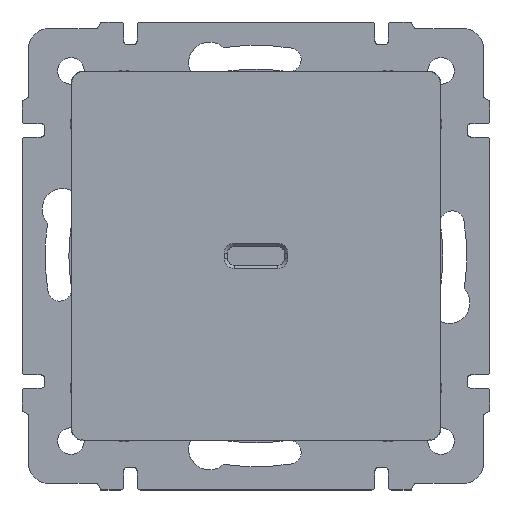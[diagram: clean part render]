
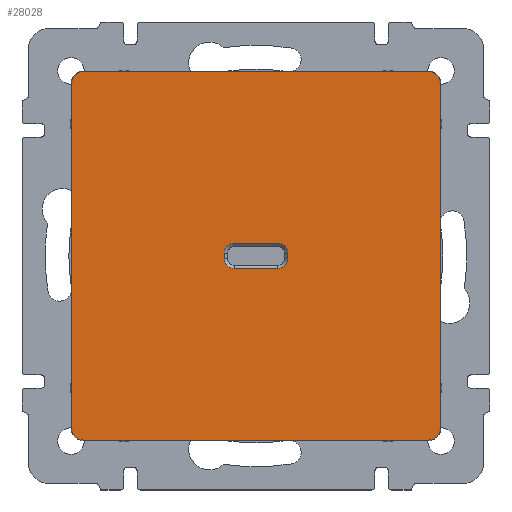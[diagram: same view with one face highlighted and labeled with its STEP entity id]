
A CAD part, top view. The second image highlights one B-rep face of the part: STEP entity #28028.
In plain terms, the highlighted planar face has unit normal (0, 0, 1).
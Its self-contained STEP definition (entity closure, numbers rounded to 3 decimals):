
#411 = CARTESIAN_POINT ( 'NONE',  ( -192.146, -12., 5.331 ) ) ;
#509 = ORIENTED_EDGE ( 'NONE', *, *, #14653, .T. ) ;
#712 = CARTESIAN_POINT ( 'NONE',  ( -240.402, -1.9, 5.331 ) ) ;
#1453 = PLANE ( 'NONE',  #24570 ) ;
#1513 = LINE ( 'NONE', #4120, #18389 ) ;
#1663 = LINE ( 'NONE', #8638, #13467 ) ;
#1727 = DIRECTION ( 'NONE',  ( 0., -1., 0. ) ) ;
#1805 = AXIS2_PLACEMENT_3D ( 'NONE', #21374, #17283, #23841 ) ;
#1850 = VECTOR ( 'NONE', #3352, 1000. ) ;
#1929 = EDGE_LOOP ( 'NONE', ( #26123, #22388, #10235, #15778, #2517, #18812, #23403, #5581 ) ) ;
#1995 = VERTEX_POINT ( 'NONE', #8243 ) ;
#2262 = VECTOR ( 'NONE', #5745, 1000. ) ;
#2394 = ORIENTED_EDGE ( 'NONE', *, *, #18152, .T. ) ;
#2517 = ORIENTED_EDGE ( 'NONE', *, *, #26814, .T. ) ;
#2589 = EDGE_CURVE ( 'NONE', #3444, #21480, #1663, .T. ) ;
#2820 = CARTESIAN_POINT ( 'NONE',  ( -216.7, 0.4, 5.331 ) ) ;
#3033 = CARTESIAN_POINT ( 'NONE',  ( -224.8, -12., 5.331 ) ) ;
#3070 = CARTESIAN_POINT ( 'NONE',  ( -240.402, 1.9, 5.331 ) ) ;
#3338 = VERTEX_POINT ( 'NONE', #15371 ) ;
#3352 = DIRECTION ( 'NONE',  ( 1., 0., 0. ) ) ;
#3444 = VERTEX_POINT ( 'NONE', #9422 ) ;
#3608 = EDGE_CURVE ( 'NONE', #18832, #17957, #10003, .T. ) ;
#3676 = CIRCLE ( 'NONE', #24113, 1.5 ) ;
#3714 = LINE ( 'NONE', #8491, #28707 ) ;
#4120 = CARTESIAN_POINT ( 'NONE',  ( -215.2, -12., 5.331 ) ) ;
#4364 = ORIENTED_EDGE ( 'NONE', *, *, #17528, .T. ) ;
#4421 = DIRECTION ( 'NONE',  ( -1., 0., 0. ) ) ;
#4697 = DIRECTION ( 'NONE',  ( 0., 0., 1. ) ) ;
#4846 = CARTESIAN_POINT ( 'NONE',  ( -224.8, 0.4, 5.331 ) ) ;
#4987 = CARTESIAN_POINT ( 'NONE',  ( -246.1, 26.1, 5.331 ) ) ;
#5113 = CARTESIAN_POINT ( 'NONE',  ( -247.854, -26.1, 5.331 ) ) ;
#5411 = EDGE_LOOP ( 'NONE', ( #6729, #22903, #14448, #4364, #16923, #2394, #17228, #509 ) ) ;
#5581 = ORIENTED_EDGE ( 'NONE', *, *, #18086, .T. ) ;
#5745 = DIRECTION ( 'NONE',  ( 0., -1., 0. ) ) ;
#6582 = VERTEX_POINT ( 'NONE', #25857 ) ;
#6729 = ORIENTED_EDGE ( 'NONE', *, *, #2589, .T. ) ;
#6742 = DIRECTION ( 'NONE',  ( 0., 0., -1. ) ) ;
#7026 = DIRECTION ( 'NONE',  ( 0., 0., 1. ) ) ;
#7283 = LINE ( 'NONE', #3070, #1850 ) ;
#7312 = CIRCLE ( 'NONE', #10572, 1.5 ) ;
#8049 = CARTESIAN_POINT ( 'NONE',  ( -247.854, 26.1, 5.331 ) ) ;
#8243 = CARTESIAN_POINT ( 'NONE',  ( -215.2, -0.4, 5.331 ) ) ;
#8491 = CARTESIAN_POINT ( 'NONE',  ( -240.402, -27.854, 5.331 ) ) ;
#8638 = CARTESIAN_POINT ( 'NONE',  ( -240.402, 27.854, 5.331 ) ) ;
#8703 = VERTEX_POINT ( 'NONE', #13127 ) ;
#8773 = CARTESIAN_POINT ( 'NONE',  ( -193.9, 26.1, 5.331 ) ) ;
#8792 = EDGE_CURVE ( 'NONE', #21480, #14466, #11779, .T. ) ;
#9137 = AXIS2_PLACEMENT_3D ( 'NONE', #16970, #25835, #21617 ) ;
#9422 = CARTESIAN_POINT ( 'NONE',  ( -193.9, 27.854, 5.331 ) ) ;
#9556 = EDGE_CURVE ( 'NONE', #8703, #17881, #27167, .T. ) ;
#9722 = DIRECTION ( 'NONE',  ( 0., 1., 0. ) ) ;
#10003 = LINE ( 'NONE', #712, #13120 ) ;
#10064 = CARTESIAN_POINT ( 'NONE',  ( -223.3, 0.4, 5.331 ) ) ;
#10235 = ORIENTED_EDGE ( 'NONE', *, *, #3608, .T. ) ;
#10403 = EDGE_CURVE ( 'NONE', #1995, #18832, #7312, .T. ) ;
#10529 = DIRECTION ( 'NONE',  ( -1., 0., 0. ) ) ;
#10572 = AXIS2_PLACEMENT_3D ( 'NONE', #13701, #6742, #4421 ) ;
#10899 = CARTESIAN_POINT ( 'NONE',  ( -223.3, 1.9, 5.331 ) ) ;
#10901 = CIRCLE ( 'NONE', #27165, 1.5 ) ;
#11353 = VERTEX_POINT ( 'NONE', #23349 ) ;
#11478 = EDGE_CURVE ( 'NONE', #3338, #11353, #3714, .T. ) ;
#11779 = CIRCLE ( 'NONE', #21066, 1.754 ) ;
#11804 = DIRECTION ( 'NONE',  ( 0., 0., -1. ) ) ;
#11949 = DIRECTION ( 'NONE',  ( -1., 0., 0. ) ) ;
#12705 = CARTESIAN_POINT ( 'NONE',  ( -223.3, -1.9, 5.331 ) ) ;
#13120 = VECTOR ( 'NONE', #21733, 1000. ) ;
#13127 = CARTESIAN_POINT ( 'NONE',  ( -192.146, -26.1, 5.331 ) ) ;
#13467 = VECTOR ( 'NONE', #10529, 1000. ) ;
#13701 = CARTESIAN_POINT ( 'NONE',  ( -216.7, -0.4, 5.331 ) ) ;
#13702 = DIRECTION ( 'NONE',  ( 0., 0., -1. ) ) ;
#14081 = CIRCLE ( 'NONE', #27120, 1.754 ) ;
#14448 = ORIENTED_EDGE ( 'NONE', *, *, #17762, .T. ) ;
#14466 = VERTEX_POINT ( 'NONE', #8049 ) ;
#14653 = EDGE_CURVE ( 'NONE', #17881, #3444, #14081, .T. ) ;
#15067 = VECTOR ( 'NONE', #15807, 1000. ) ;
#15371 = CARTESIAN_POINT ( 'NONE',  ( -246.1, -27.854, 5.331 ) ) ;
#15429 = DIRECTION ( 'NONE',  ( -1., 0., 0. ) ) ;
#15439 = VERTEX_POINT ( 'NONE', #17007 ) ;
#15593 = CARTESIAN_POINT ( 'NONE',  ( -193.9, -26.1, 5.331 ) ) ;
#15778 = ORIENTED_EDGE ( 'NONE', *, *, #15833, .T. ) ;
#15807 = DIRECTION ( 'NONE',  ( 0., 1., 0. ) ) ;
#15833 = EDGE_CURVE ( 'NONE', #17957, #6582, #19355, .T. ) ;
#16178 = DIRECTION ( 'NONE',  ( -1., 0., 0. ) ) ;
#16226 = CARTESIAN_POINT ( 'NONE',  ( -215.2, 0.4, 5.331 ) ) ;
#16693 = AXIS2_PLACEMENT_3D ( 'NONE', #15593, #7026, #22438 ) ;
#16857 = FACE_BOUND ( 'NONE', #1929, .T. ) ;
#16923 = ORIENTED_EDGE ( 'NONE', *, *, #11478, .T. ) ;
#16970 = CARTESIAN_POINT ( 'NONE',  ( -223.3, -0.4, 5.331 ) ) ;
#17007 = CARTESIAN_POINT ( 'NONE',  ( -216.7, 1.9, 5.331 ) ) ;
#17228 = ORIENTED_EDGE ( 'NONE', *, *, #9556, .T. ) ;
#17283 = DIRECTION ( 'NONE',  ( 0., 0., 1. ) ) ;
#17528 = EDGE_CURVE ( 'NONE', #19627, #3338, #22681, .T. ) ;
#17641 = DIRECTION ( 'NONE',  ( 0., 0., 1. ) ) ;
#17762 = EDGE_CURVE ( 'NONE', #14466, #19627, #18561, .T. ) ;
#17881 = VERTEX_POINT ( 'NONE', #28409 ) ;
#17957 = VERTEX_POINT ( 'NONE', #12705 ) ;
#18035 = VERTEX_POINT ( 'NONE', #4846 ) ;
#18086 = EDGE_CURVE ( 'NONE', #15439, #19359, #3676, .T. ) ;
#18152 = EDGE_CURVE ( 'NONE', #11353, #8703, #28279, .T. ) ;
#18389 = VECTOR ( 'NONE', #28260, 1000. ) ;
#18561 = LINE ( 'NONE', #21013, #2262 ) ;
#18566 = EDGE_CURVE ( 'NONE', #21145, #15439, #7283, .T. ) ;
#18812 = ORIENTED_EDGE ( 'NONE', *, *, #24761, .T. ) ;
#18832 = VERTEX_POINT ( 'NONE', #26728 ) ;
#19355 = CIRCLE ( 'NONE', #9137, 1.5 ) ;
#19359 = VERTEX_POINT ( 'NONE', #16226 ) ;
#19627 = VERTEX_POINT ( 'NONE', #5113 ) ;
#20539 = DIRECTION ( 'NONE',  ( -1., 0., 0. ) ) ;
#21013 = CARTESIAN_POINT ( 'NONE',  ( -247.854, -12., 5.331 ) ) ;
#21066 = AXIS2_PLACEMENT_3D ( 'NONE', #4987, #4697, #16178 ) ;
#21145 = VERTEX_POINT ( 'NONE', #10899 ) ;
#21374 = CARTESIAN_POINT ( 'NONE',  ( -246.1, -26.1, 5.331 ) ) ;
#21480 = VERTEX_POINT ( 'NONE', #28749 ) ;
#21617 = DIRECTION ( 'NONE',  ( -1., 0., 0. ) ) ;
#21733 = DIRECTION ( 'NONE',  ( -1., 0., 0. ) ) ;
#22388 = ORIENTED_EDGE ( 'NONE', *, *, #10403, .T. ) ;
#22438 = DIRECTION ( 'NONE',  ( -1., 0., 0. ) ) ;
#22681 = CIRCLE ( 'NONE', #1805, 1.754 ) ;
#22903 = ORIENTED_EDGE ( 'NONE', *, *, #8792, .T. ) ;
#23349 = CARTESIAN_POINT ( 'NONE',  ( -193.9, -27.854, 5.331 ) ) ;
#23403 = ORIENTED_EDGE ( 'NONE', *, *, #18566, .T. ) ;
#23779 = DIRECTION ( 'NONE',  ( 1., 0., 0. ) ) ;
#23841 = DIRECTION ( 'NONE',  ( -1., 0., 0. ) ) ;
#24063 = VECTOR ( 'NONE', #9722, 1000. ) ;
#24113 = AXIS2_PLACEMENT_3D ( 'NONE', #2820, #13702, #20539 ) ;
#24482 = EDGE_CURVE ( 'NONE', #19359, #1995, #1513, .T. ) ;
#24570 = AXIS2_PLACEMENT_3D ( 'NONE', #28051, #28189, #1727 ) ;
#24761 = EDGE_CURVE ( 'NONE', #18035, #21145, #10901, .T. ) ;
#25724 = FACE_OUTER_BOUND ( 'NONE', #5411, .T. ) ;
#25835 = DIRECTION ( 'NONE',  ( 0., 0., -1. ) ) ;
#25857 = CARTESIAN_POINT ( 'NONE',  ( -224.8, -0.4, 5.331 ) ) ;
#26123 = ORIENTED_EDGE ( 'NONE', *, *, #24482, .T. ) ;
#26728 = CARTESIAN_POINT ( 'NONE',  ( -216.7, -1.9, 5.331 ) ) ;
#26814 = EDGE_CURVE ( 'NONE', #6582, #18035, #27314, .T. ) ;
#27120 = AXIS2_PLACEMENT_3D ( 'NONE', #8773, #17641, #15429 ) ;
#27165 = AXIS2_PLACEMENT_3D ( 'NONE', #10064, #11804, #11949 ) ;
#27167 = LINE ( 'NONE', #411, #15067 ) ;
#27314 = LINE ( 'NONE', #3033, #24063 ) ;
#28028 = ADVANCED_FACE ( 'NONE', ( #16857, #25724 ), #1453, .F. ) ;
#28051 = CARTESIAN_POINT ( 'NONE',  ( -240.402, -12., 5.331 ) ) ;
#28189 = DIRECTION ( 'NONE',  ( 0., 0., -1. ) ) ;
#28260 = DIRECTION ( 'NONE',  ( 0., -1., 0. ) ) ;
#28279 = CIRCLE ( 'NONE', #16693, 1.754 ) ;
#28409 = CARTESIAN_POINT ( 'NONE',  ( -192.146, 26.1, 5.331 ) ) ;
#28707 = VECTOR ( 'NONE', #23779, 1000. ) ;
#28749 = CARTESIAN_POINT ( 'NONE',  ( -246.1, 27.854, 5.331 ) ) ;
